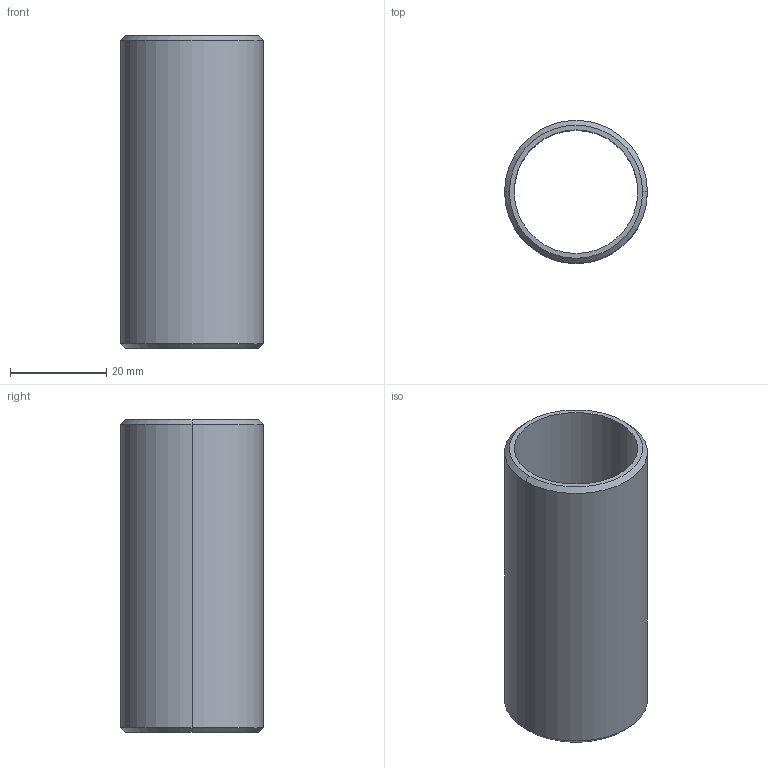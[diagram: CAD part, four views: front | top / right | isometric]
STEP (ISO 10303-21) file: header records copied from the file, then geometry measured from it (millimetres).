
FILE_DESCRIPTION (( 'STEP AP203' ), '1' );
FILE_NAME ('50096-240.step', '2019-07-10T10:00:55', ( '' ), ( '' ), 'SwSTEP 2.0', 'SolidWorks 2015', '' );
FILE_SCHEMA (( 'CONFIG_CONTROL_DESIGN' ));
Length unit declared in the file: millimetre
Products named in the file (1): 50096-240
Bounding box: 29.7 x 29.7 x 65 mm (x, y, z)
Volume: 11221.1 mm3; surface area: 11558.8 mm2
Topology: 1 solids, 1 shells, 247 faces, 675 edges, 440 vertices
Faces by surface type: bspline 107, plane 91, cylinder 45, cone 4
Entity records: 12414 total; most frequent: CARTESIAN_POINT 6900, ORIENTED_EDGE 1350, DIRECTION 771, EDGE_CURVE 675, VERTEX_POINT 440, LINE 309, VECTOR 309, EDGE_LOOP 259
